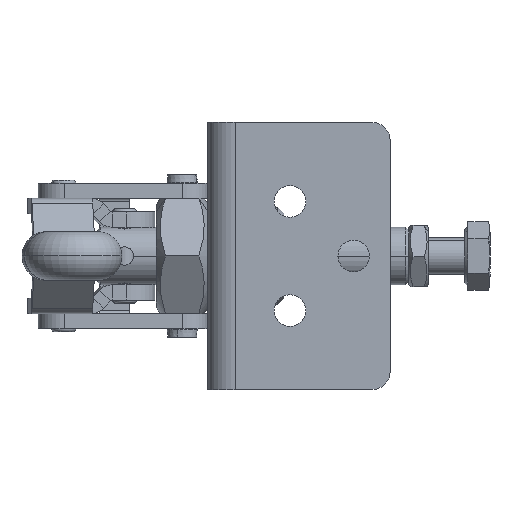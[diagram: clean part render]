
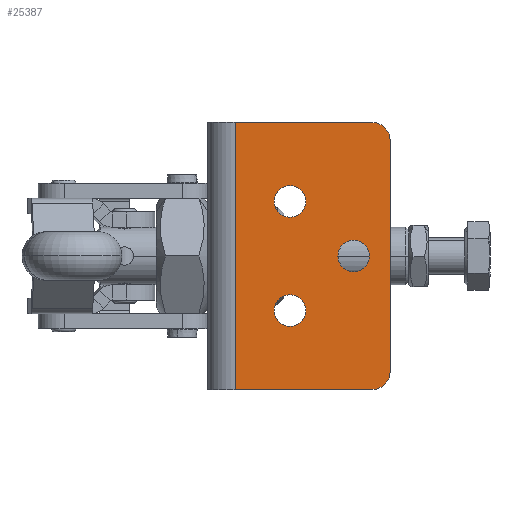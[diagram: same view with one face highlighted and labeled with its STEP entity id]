
A CAD part, front view. The second image highlights one B-rep face of the part: STEP entity #25387.
In plain terms, the highlighted face is planar.
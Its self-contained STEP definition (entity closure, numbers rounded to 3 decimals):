
#374 = EDGE_CURVE ( 'NONE', #15265, #15268, #29650, .T. ) ;
#384 = EDGE_CURVE ( 'NONE', #15269, #15270, #29654, .T. ) ;
#393 = EDGE_CURVE ( 'NONE', #15273, #15274, #29660, .T. ) ;
#407 = EDGE_CURVE ( 'NONE', #15283, #15284, #29671, .T. ) ;
#412 = EDGE_CURVE ( 'NONE', #15274, #15273, #29677, .T. ) ;
#414 = EDGE_CURVE ( 'NONE', #15270, #15269, #29679, .T. ) ;
#416 = EDGE_CURVE ( 'NONE', #15268, #15265, #29680, .T. ) ;
#419 = EDGE_CURVE ( 'NONE', #15283, #15281, #29681, .T. ) ;
#421 = EDGE_CURVE ( 'NONE', #15285, #15281, #29673, .T. ) ;
#423 = EDGE_CURVE ( 'NONE', #15246, #15285, #29682, .T. ) ;
#426 = EDGE_CURVE ( 'NONE', #15264, #15246, #29684, .T. ) ;
#428 = EDGE_CURVE ( 'NONE', #15284, #15264, #29686, .T. ) ;
#1130 = AXIS2_PLACEMENT_3D ( 'NONE', #30774, #30775, #30776 ) ;
#1135 = AXIS2_PLACEMENT_3D ( 'NONE', #30784, #30785, #30786 ) ;
#1140 = AXIS2_PLACEMENT_3D ( 'NONE', #30794, #30795, #30796 ) ;
#1144 = AXIS2_PLACEMENT_3D ( 'NONE', #30809, #30810, #30811 ) ;
#1147 = AXIS2_PLACEMENT_3D ( 'NONE', #30814, #30815, #30816 ) ;
#1149 = AXIS2_PLACEMENT_3D ( 'NONE', #30818, #30819, #30820 ) ;
#1151 = AXIS2_PLACEMENT_3D ( 'NONE', #30824, #30825, #30826 ) ;
#1154 = AXIS2_PLACEMENT_3D ( 'NONE', #30827, #30828, #30829 ) ;
#1206 = CARTESIAN_POINT ( 'NONE',  ( -19., 15., -4. ) ) ;
#1237 = CARTESIAN_POINT ( 'NONE',  ( 19., 15., -4. ) ) ;
#1239 = CARTESIAN_POINT ( 'NONE',  ( -2.6, 9., -4. ) ) ;
#1244 = CARTESIAN_POINT ( 'NONE',  ( 2.6, 9., -4. ) ) ;
#1246 = CARTESIAN_POINT ( 'NONE',  ( 6.4, -1.5, -4. ) ) ;
#1248 = CARTESIAN_POINT ( 'NONE',  ( 11.6, -1.5, -4. ) ) ;
#1253 = CARTESIAN_POINT ( 'NONE',  ( -11.6, -1.5, -4. ) ) ;
#1255 = CARTESIAN_POINT ( 'NONE',  ( -6.4, -1.5, -4. ) ) ;
#1267 = CARTESIAN_POINT ( 'NONE',  ( -22., -10.5, -4. ) ) ;
#1271 = CARTESIAN_POINT ( 'NONE',  ( 22., -10.5, -4. ) ) ;
#1272 = CARTESIAN_POINT ( 'NONE',  ( 22., 12., -4. ) ) ;
#1274 = CARTESIAN_POINT ( 'NONE',  ( -22., 12., -4. ) ) ;
#1622 = EDGE_LOOP ( 'NONE', ( #14997, #14998 ) ) ;
#1660 = EDGE_LOOP ( 'NONE', ( #15001, #15002, #15003, #15004, #15005, #15006 ) ) ;
#1714 = EDGE_LOOP ( 'NONE', ( #14995, #14996 ) ) ;
#1715 = EDGE_LOOP ( 'NONE', ( #14999, #15000 ) ) ;
#3208 = AXIS2_PLACEMENT_3D ( 'NONE', #12113, #12108, #12115 ) ;
#12108 = DIRECTION ( 'NONE',  ( 0., 0., 1. ) ) ;
#12113 = CARTESIAN_POINT ( 'NONE',  ( -19., 12., -4. ) ) ;
#12114 = PLANE ( 'NONE',  #3208 ) ;
#12115 = DIRECTION ( 'NONE',  ( 1., 0., 0. ) ) ;
#14995 = ORIENTED_EDGE ( 'NONE', *, *, #412, .T. ) ;
#14996 = ORIENTED_EDGE ( 'NONE', *, *, #393, .T. ) ;
#14997 = ORIENTED_EDGE ( 'NONE', *, *, #414, .T. ) ;
#14998 = ORIENTED_EDGE ( 'NONE', *, *, #384, .T. ) ;
#14999 = ORIENTED_EDGE ( 'NONE', *, *, #416, .T. ) ;
#15000 = ORIENTED_EDGE ( 'NONE', *, *, #374, .T. ) ;
#15001 = ORIENTED_EDGE ( 'NONE', *, *, #419, .T. ) ;
#15002 = ORIENTED_EDGE ( 'NONE', *, *, #421, .F. ) ;
#15003 = ORIENTED_EDGE ( 'NONE', *, *, #423, .F. ) ;
#15004 = ORIENTED_EDGE ( 'NONE', *, *, #426, .F. ) ;
#15005 = ORIENTED_EDGE ( 'NONE', *, *, #428, .F. ) ;
#15006 = ORIENTED_EDGE ( 'NONE', *, *, #407, .F. ) ;
#15246 = VERTEX_POINT ( 'NONE', #1206 ) ;
#15264 = VERTEX_POINT ( 'NONE', #1237 ) ;
#15265 = VERTEX_POINT ( 'NONE', #1239 ) ;
#15268 = VERTEX_POINT ( 'NONE', #1244 ) ;
#15269 = VERTEX_POINT ( 'NONE', #1246 ) ;
#15270 = VERTEX_POINT ( 'NONE', #1248 ) ;
#15273 = VERTEX_POINT ( 'NONE', #1253 ) ;
#15274 = VERTEX_POINT ( 'NONE', #1255 ) ;
#15281 = VERTEX_POINT ( 'NONE', #1267 ) ;
#15283 = VERTEX_POINT ( 'NONE', #1271 ) ;
#15284 = VERTEX_POINT ( 'NONE', #1272 ) ;
#15285 = VERTEX_POINT ( 'NONE', #1274 ) ;
#25387 = ADVANCED_FACE ( 'NONE', ( #26508, #26513, #26506, #26512 ), #12114, .F. ) ;
#26506 = FACE_BOUND ( 'NONE', #1715, .T. ) ;
#26508 = FACE_BOUND ( 'NONE', #1714, .T. ) ;
#26512 = FACE_OUTER_BOUND ( 'NONE', #1660, .T. ) ;
#26513 = FACE_BOUND ( 'NONE', #1622, .T. ) ;
#29650 = CIRCLE ( 'NONE', #1130, 2.6 ) ;
#29654 = CIRCLE ( 'NONE', #1135, 2.6 ) ;
#29660 = CIRCLE ( 'NONE', #1140, 2.6 ) ;
#29671 = LINE ( 'NONE', #30803, #29676 ) ;
#29673 = LINE ( 'NONE', #30817, #29685 ) ;
#29676 = VECTOR ( 'NONE', #30806, 1000. ) ;
#29677 = CIRCLE ( 'NONE', #1144, 2.6 ) ;
#29679 = CIRCLE ( 'NONE', #1147, 2.6 ) ;
#29680 = CIRCLE ( 'NONE', #1149, 2.6 ) ;
#29681 = LINE ( 'NONE', #30812, #29683 ) ;
#29682 = CIRCLE ( 'NONE', #1151, 3. ) ;
#29683 = VECTOR ( 'NONE', #30813, 1000. ) ;
#29684 = LINE ( 'NONE', #30823, #29688 ) ;
#29685 = VECTOR ( 'NONE', #30821, 1000. ) ;
#29686 = CIRCLE ( 'NONE', #1154, 3. ) ;
#29688 = VECTOR ( 'NONE', #30822, 1000. ) ;
#30774 = CARTESIAN_POINT ( 'NONE',  ( 0., 9., -4. ) ) ;
#30775 = DIRECTION ( 'NONE',  ( 0., 0., 1. ) ) ;
#30776 = DIRECTION ( 'NONE',  ( 1., 0., 0. ) ) ;
#30784 = CARTESIAN_POINT ( 'NONE',  ( 9., -1.5, -4. ) ) ;
#30785 = DIRECTION ( 'NONE',  ( 0., 0., 1. ) ) ;
#30786 = DIRECTION ( 'NONE',  ( 1., 0., 0. ) ) ;
#30794 = CARTESIAN_POINT ( 'NONE',  ( -9., -1.5, -4. ) ) ;
#30795 = DIRECTION ( 'NONE',  ( 0., 0., 1. ) ) ;
#30796 = DIRECTION ( 'NONE',  ( 1., 0., 0. ) ) ;
#30803 = CARTESIAN_POINT ( 'NONE',  ( 22., 12., -4. ) ) ;
#30806 = DIRECTION ( 'NONE',  ( 0., 1., 0. ) ) ;
#30809 = CARTESIAN_POINT ( 'NONE',  ( -9., -1.5, -4. ) ) ;
#30810 = DIRECTION ( 'NONE',  ( 0., 0., 1. ) ) ;
#30811 = DIRECTION ( 'NONE',  ( 1., 0., 0. ) ) ;
#30812 = CARTESIAN_POINT ( 'NONE',  ( 22., -10.5, -4. ) ) ;
#30813 = DIRECTION ( 'NONE',  ( -1., 0., 0. ) ) ;
#30814 = CARTESIAN_POINT ( 'NONE',  ( 9., -1.5, -4. ) ) ;
#30815 = DIRECTION ( 'NONE',  ( 0., 0., 1. ) ) ;
#30816 = DIRECTION ( 'NONE',  ( 1., 0., 0. ) ) ;
#30817 = CARTESIAN_POINT ( 'NONE',  ( -22., 12., -4. ) ) ;
#30818 = CARTESIAN_POINT ( 'NONE',  ( 0., 9., -4. ) ) ;
#30819 = DIRECTION ( 'NONE',  ( 0., 0., 1. ) ) ;
#30820 = DIRECTION ( 'NONE',  ( 1., 0., 0. ) ) ;
#30821 = DIRECTION ( 'NONE',  ( 0., -1., 0. ) ) ;
#30822 = DIRECTION ( 'NONE',  ( -1., 0., 0. ) ) ;
#30823 = CARTESIAN_POINT ( 'NONE',  ( -19., 15., -4. ) ) ;
#30824 = CARTESIAN_POINT ( 'NONE',  ( -19., 12., -4. ) ) ;
#30825 = DIRECTION ( 'NONE',  ( 0., 0., 1. ) ) ;
#30826 = DIRECTION ( 'NONE',  ( 1., 0., 0. ) ) ;
#30827 = CARTESIAN_POINT ( 'NONE',  ( 19., 12., -4. ) ) ;
#30828 = DIRECTION ( 'NONE',  ( 0., 0., 1. ) ) ;
#30829 = DIRECTION ( 'NONE',  ( -1., 0., 0. ) ) ;
